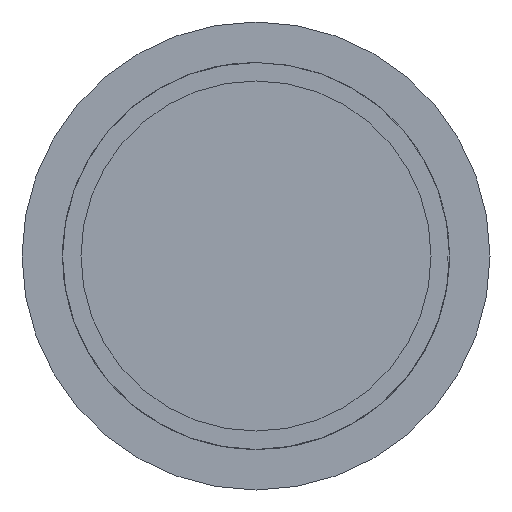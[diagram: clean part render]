
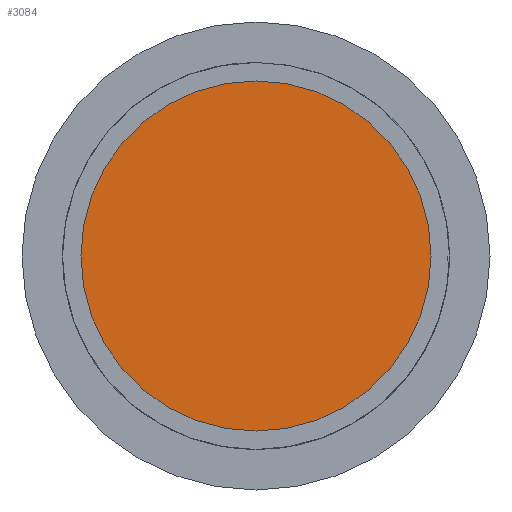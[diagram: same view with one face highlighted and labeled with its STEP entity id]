
A CAD part, front view. The second image highlights one B-rep face of the part: STEP entity #3084.
In plain terms, the highlighted planar face has unit normal (0, -1, 0).
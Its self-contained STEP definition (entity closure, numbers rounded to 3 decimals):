
#224 = CARTESIAN_POINT ( 'NONE',  ( 0., 6., -19. ) ) ;
#423 = DIRECTION ( 'NONE',  ( 0., 1., 0. ) ) ;
#430 = DIRECTION ( 'NONE',  ( 0., -1., 0. ) ) ;
#664 = DIRECTION ( 'NONE',  ( 0., -1., 0. ) ) ;
#976 = PLANE ( 'NONE',  #6541 ) ;
#1460 = AXIS2_PLACEMENT_3D ( 'NONE', #6240, #664, #5727 ) ;
#1542 = ORIENTED_EDGE ( 'NONE', *, *, #5072, .T. ) ;
#1890 = CIRCLE ( 'NONE', #4789, 19. ) ;
#2514 = DIRECTION ( 'NONE',  ( 0., 0., 1. ) ) ;
#2970 = CIRCLE ( 'NONE', #1460, 19. ) ;
#3084 = ADVANCED_FACE ( 'NONE', ( #5583 ), #976, .F. ) ;
#4066 = CARTESIAN_POINT ( 'NONE',  ( 0., 6., 19. ) ) ;
#4124 = VERTEX_POINT ( 'NONE', #4066 ) ;
#4158 = EDGE_CURVE ( 'NONE', #5151, #4124, #1890, .T. ) ;
#4570 = CARTESIAN_POINT ( 'NONE',  ( 0., 6., 0. ) ) ;
#4789 = AXIS2_PLACEMENT_3D ( 'NONE', #4570, #430, #6655 ) ;
#5022 = EDGE_LOOP ( 'NONE', ( #5205, #1542 ) ) ;
#5072 = EDGE_CURVE ( 'NONE', #4124, #5151, #2970, .T. ) ;
#5099 = CARTESIAN_POINT ( 'NONE',  ( 0., 6., 0. ) ) ;
#5151 = VERTEX_POINT ( 'NONE', #224 ) ;
#5205 = ORIENTED_EDGE ( 'NONE', *, *, #4158, .T. ) ;
#5583 = FACE_OUTER_BOUND ( 'NONE', #5022, .T. ) ;
#5727 = DIRECTION ( 'NONE',  ( 0., 0., -1. ) ) ;
#6240 = CARTESIAN_POINT ( 'NONE',  ( 0., 6., 0. ) ) ;
#6541 = AXIS2_PLACEMENT_3D ( 'NONE', #5099, #423, #2514 ) ;
#6655 = DIRECTION ( 'NONE',  ( 0., 0., -1. ) ) ;
